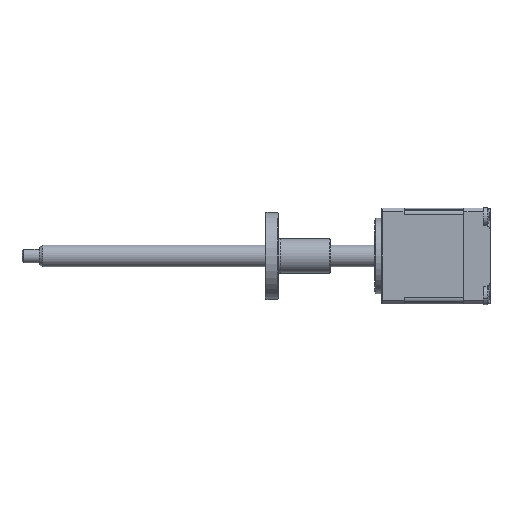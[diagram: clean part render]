
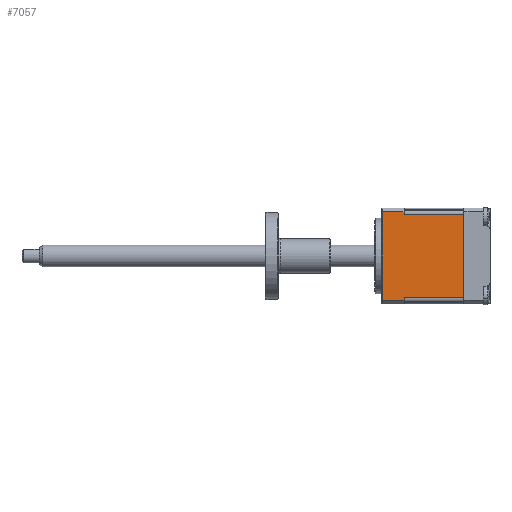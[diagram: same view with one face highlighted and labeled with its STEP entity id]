
A CAD part, left-side view. The second image highlights one B-rep face of the part: STEP entity #7057.
In plain terms, the highlighted planar face has unit normal (-1, 0, 0).
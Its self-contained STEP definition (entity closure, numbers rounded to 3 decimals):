
#178 = VECTOR ( 'NONE', #5538, 1000. ) ;
#420 = ORIENTED_EDGE ( 'NONE', *, *, #6818, .F. ) ;
#483 = CARTESIAN_POINT ( 'NONE',  ( -16.455, 7.776, 46.502 ) ) ;
#771 = VERTEX_POINT ( 'NONE', #10582 ) ;
#873 = CARTESIAN_POINT ( 'NONE',  ( -16.455, -9.724, 45.847 ) ) ;
#1040 = VECTOR ( 'NONE', #8238, 1000. ) ;
#1080 = CARTESIAN_POINT ( 'NONE',  ( -16.455, 6.676, 46.502 ) ) ;
#1204 = CARTESIAN_POINT ( 'NONE',  ( -16.455, 14.076, 20.698 ) ) ;
#1442 = VERTEX_POINT ( 'NONE', #10666 ) ;
#1782 = VECTOR ( 'NONE', #7477, 1000. ) ;
#1869 = VECTOR ( 'NONE', #10447, 1000. ) ;
#2149 = LINE ( 'NONE', #3667, #1869 ) ;
#2194 = EDGE_CURVE ( 'NONE', #2513, #771, #5962, .T. ) ;
#2199 = CARTESIAN_POINT ( 'NONE',  ( -16.455, 6.676, 20.698 ) ) ;
#2255 = EDGE_CURVE ( 'NONE', #9626, #7060, #10746, .T. ) ;
#2275 = EDGE_CURVE ( 'NONE', #9709, #8927, #10234, .T. ) ;
#2302 = CARTESIAN_POINT ( 'NONE',  ( -16.455, 7.776, 21.353 ) ) ;
#2317 = EDGE_CURVE ( 'NONE', #9524, #771, #9674, .T. ) ;
#2352 = EDGE_CURVE ( 'NONE', #2513, #9709, #8942, .T. ) ;
#2407 = LINE ( 'NONE', #4170, #10954 ) ;
#2513 = VERTEX_POINT ( 'NONE', #483 ) ;
#2698 = FACE_OUTER_BOUND ( 'NONE', #4881, .T. ) ;
#3223 = ORIENTED_EDGE ( 'NONE', *, *, #10146, .F. ) ;
#3604 = CARTESIAN_POINT ( 'NONE',  ( -16.455, 7.776, 20.698 ) ) ;
#3667 = CARTESIAN_POINT ( 'NONE',  ( -16.455, -9.724, 45.847 ) ) ;
#3932 = ORIENTED_EDGE ( 'NONE', *, *, #8071, .F. ) ;
#3975 = ORIENTED_EDGE ( 'NONE', *, *, #2194, .F. ) ;
#4170 = CARTESIAN_POINT ( 'NONE',  ( -16.455, -9.724, 21.353 ) ) ;
#4445 = CARTESIAN_POINT ( 'NONE',  ( -16.455, -9.724, 45.847 ) ) ;
#4540 = DIRECTION ( 'NONE',  ( 0., 1., 0. ) ) ;
#4881 = EDGE_LOOP ( 'NONE', ( #7368, #3975, #10043, #6652, #3223, #6067, #3932, #420 ) ) ;
#5247 = VECTOR ( 'NONE', #4540, 1000. ) ;
#5358 = DIRECTION ( 'NONE',  ( 1., 0., 0. ) ) ;
#5538 = DIRECTION ( 'NONE',  ( 0., 1., 0. ) ) ;
#5962 = LINE ( 'NONE', #3604, #9825 ) ;
#6067 = ORIENTED_EDGE ( 'NONE', *, *, #2255, .F. ) ;
#6446 = CARTESIAN_POINT ( 'NONE',  ( -16.455, 14.076, 20.698 ) ) ;
#6652 = ORIENTED_EDGE ( 'NONE', *, *, #2275, .T. ) ;
#6790 = DIRECTION ( 'NONE',  ( 0., 1., 0. ) ) ;
#6818 = EDGE_CURVE ( 'NONE', #9524, #1442, #2149, .T. ) ;
#6844 = VECTOR ( 'NONE', #8961, 1000. ) ;
#7057 = ADVANCED_FACE ( 'NONE', ( #2698 ), #9520, .F. ) ;
#7060 = VERTEX_POINT ( 'NONE', #7065 ) ;
#7065 = CARTESIAN_POINT ( 'NONE',  ( -16.455, 7.776, 20.698 ) ) ;
#7368 = ORIENTED_EDGE ( 'NONE', *, *, #2317, .T. ) ;
#7477 = DIRECTION ( 'NONE',  ( 0., 1., 0. ) ) ;
#7973 = LINE ( 'NONE', #2199, #1782 ) ;
#8071 = EDGE_CURVE ( 'NONE', #1442, #9626, #2407, .T. ) ;
#8154 = CARTESIAN_POINT ( 'NONE',  ( -16.455, 7.776, 20.698 ) ) ;
#8238 = DIRECTION ( 'NONE',  ( 0., 0., -1. ) ) ;
#8494 = CARTESIAN_POINT ( 'NONE',  ( -16.455, 14.076, 46.502 ) ) ;
#8927 = VERTEX_POINT ( 'NONE', #6446 ) ;
#8942 = LINE ( 'NONE', #1080, #178 ) ;
#8961 = DIRECTION ( 'NONE',  ( 0., 0., -1. ) ) ;
#9520 = PLANE ( 'NONE',  #10055 ) ;
#9524 = VERTEX_POINT ( 'NONE', #873 ) ;
#9544 = DIRECTION ( 'NONE',  ( 0., 0., -1. ) ) ;
#9605 = CARTESIAN_POINT ( 'NONE',  ( -16.455, -9.724, 45.847 ) ) ;
#9626 = VERTEX_POINT ( 'NONE', #2302 ) ;
#9674 = LINE ( 'NONE', #9605, #5247 ) ;
#9709 = VERTEX_POINT ( 'NONE', #8494 ) ;
#9825 = VECTOR ( 'NONE', #9544, 1000. ) ;
#10043 = ORIENTED_EDGE ( 'NONE', *, *, #2352, .T. ) ;
#10055 = AXIS2_PLACEMENT_3D ( 'NONE', #4445, #5358, #11214 ) ;
#10146 = EDGE_CURVE ( 'NONE', #7060, #8927, #7973, .T. ) ;
#10234 = LINE ( 'NONE', #1204, #1040 ) ;
#10447 = DIRECTION ( 'NONE',  ( 0., 0., -1. ) ) ;
#10582 = CARTESIAN_POINT ( 'NONE',  ( -16.455, 7.776, 45.847 ) ) ;
#10666 = CARTESIAN_POINT ( 'NONE',  ( -16.455, -9.724, 21.353 ) ) ;
#10746 = LINE ( 'NONE', #8154, #6844 ) ;
#10954 = VECTOR ( 'NONE', #6790, 1000. ) ;
#11214 = DIRECTION ( 'NONE',  ( 0., 0., 1. ) ) ;
